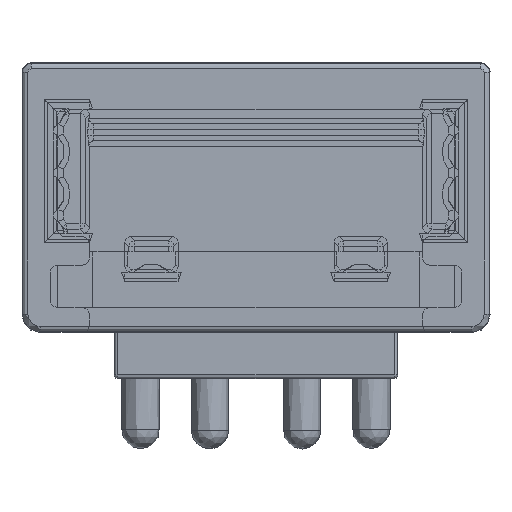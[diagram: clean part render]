
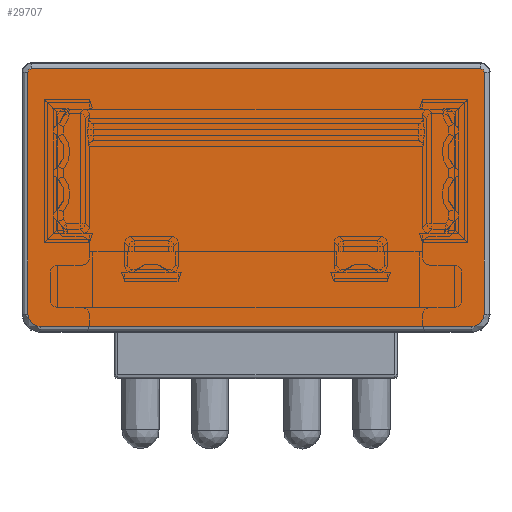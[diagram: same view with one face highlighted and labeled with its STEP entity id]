
A CAD part, front view. The second image highlights one B-rep face of the part: STEP entity #29707.
In plain terms, the highlighted planar face has unit normal (0, -1, 0).
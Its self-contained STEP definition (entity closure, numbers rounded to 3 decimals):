
#431=ELLIPSE('',#32340,0.1,0.1);
#433=ELLIPSE('',#32346,0.1,0.1);
#435=ELLIPSE('',#32354,0.35,0.35);
#437=ELLIPSE('',#32359,0.35,0.35);
#1423=PLANE('',#32363);
#2987=FACE_OUTER_BOUND('',#4799,.T.);
#4799=EDGE_LOOP('',(#26795,#26796,#26797,#26798,#26799,#26800,#26801,#26802));
#7772=LINE('',#52464,#10696);
#7774=LINE('',#52470,#10698);
#7776=LINE('',#52506,#10700);
#7778=LINE('',#52539,#10702);
#10696=VECTOR('',#40299,10.);
#10698=VECTOR('',#40305,10.);
#10700=VECTOR('',#40317,10.);
#10702=VECTOR('',#40327,10.);
#14534=VERTEX_POINT('',#52410);
#14536=VERTEX_POINT('',#52414);
#14540=VERTEX_POINT('',#52449);
#14542=VERTEX_POINT('',#52453);
#14545=VERTEX_POINT('',#52466);
#14547=VERTEX_POINT('',#52496);
#14549=VERTEX_POINT('',#52502);
#14551=VERTEX_POINT('',#52532);
#18691=EDGE_CURVE('',#14536,#14534,#431,.T.);
#18698=EDGE_CURVE('',#14542,#14540,#433,.T.);
#18703=EDGE_CURVE('',#14534,#14542,#7772,.T.);
#18706=EDGE_CURVE('',#14540,#14545,#7774,.T.);
#18709=EDGE_CURVE('',#14545,#14547,#435,.T.);
#18712=EDGE_CURVE('',#14547,#14549,#7776,.T.);
#18715=EDGE_CURVE('',#14549,#14551,#437,.T.);
#18717=EDGE_CURVE('',#14551,#14536,#7778,.T.);
#26795=ORIENTED_EDGE('',*,*,#18698,.F.);
#26796=ORIENTED_EDGE('',*,*,#18703,.F.);
#26797=ORIENTED_EDGE('',*,*,#18691,.F.);
#26798=ORIENTED_EDGE('',*,*,#18717,.F.);
#26799=ORIENTED_EDGE('',*,*,#18715,.F.);
#26800=ORIENTED_EDGE('',*,*,#18712,.F.);
#26801=ORIENTED_EDGE('',*,*,#18709,.F.);
#26802=ORIENTED_EDGE('',*,*,#18706,.F.);
#29707=ADVANCED_FACE('',(#2987),#1423,.F.);
#32340=AXIS2_PLACEMENT_3D('',#52416,#40274,#40275);
#32346=AXIS2_PLACEMENT_3D('',#52455,#40288,#40289);
#32354=AXIS2_PLACEMENT_3D('',#52500,#40310,#40311);
#32359=AXIS2_PLACEMENT_3D('',#52536,#40322,#40323);
#32363=AXIS2_PLACEMENT_3D('',#52546,#40335,#40336);
#40274=DIRECTION('center_axis',(0.,1.,0.));
#40275=DIRECTION('ref_axis',(-0.707,0.,0.707));
#40288=DIRECTION('center_axis',(0.,1.,0.));
#40289=DIRECTION('ref_axis',(0.707,0.,0.707));
#40299=DIRECTION('',(1.,0.,0.));
#40305=DIRECTION('',(0.,0.,-1.));
#40310=DIRECTION('center_axis',(0.,1.,0.));
#40311=DIRECTION('ref_axis',(0.707,0.,-0.707));
#40317=DIRECTION('',(-1.,0.,0.));
#40322=DIRECTION('center_axis',(0.,1.,0.));
#40323=DIRECTION('ref_axis',(-0.707,0.,-0.707));
#40327=DIRECTION('',(0.,0.,1.));
#40335=DIRECTION('center_axis',(0.,1.,0.));
#40336=DIRECTION('ref_axis',(0.,0.,1.));
#52410=CARTESIAN_POINT('',(-6.335,-449.25,-0.165));
#52414=CARTESIAN_POINT('',(-6.435,-449.25,-0.265));
#52416=CARTESIAN_POINT('Origin',(-6.335,-449.25,-0.265));
#52449=CARTESIAN_POINT('',(6.435,-449.25,-0.265));
#52453=CARTESIAN_POINT('',(6.335,-449.25,-0.165));
#52455=CARTESIAN_POINT('Origin',(6.335,-449.25,-0.265));
#52464=CARTESIAN_POINT('',(-3.3,-449.25,-0.165));
#52466=CARTESIAN_POINT('',(6.435,-449.25,-7.085));
#52470=CARTESIAN_POINT('',(6.435,-449.25,-1.9));
#52496=CARTESIAN_POINT('',(6.085,-449.25,-7.435));
#52500=CARTESIAN_POINT('Origin',(6.085,-449.25,-7.085));
#52502=CARTESIAN_POINT('',(-6.085,-449.25,-7.435));
#52506=CARTESIAN_POINT('',(3.3,-449.25,-7.435));
#52532=CARTESIAN_POINT('',(-6.435,-449.25,-7.085));
#52536=CARTESIAN_POINT('Origin',(-6.085,-449.25,-7.085));
#52539=CARTESIAN_POINT('',(-6.435,-449.25,-5.7));
#52546=CARTESIAN_POINT('Origin',(0.,-449.25,-3.8));
